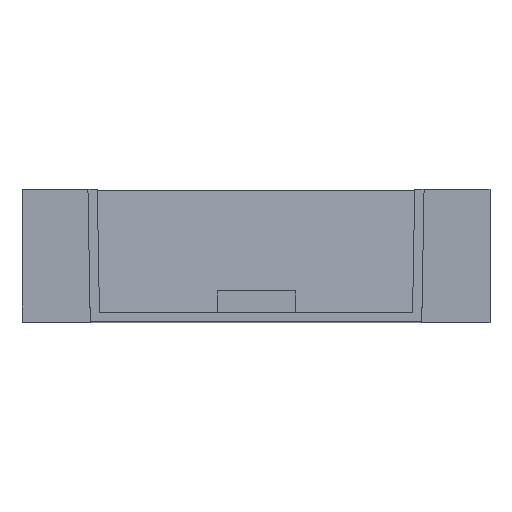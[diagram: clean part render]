
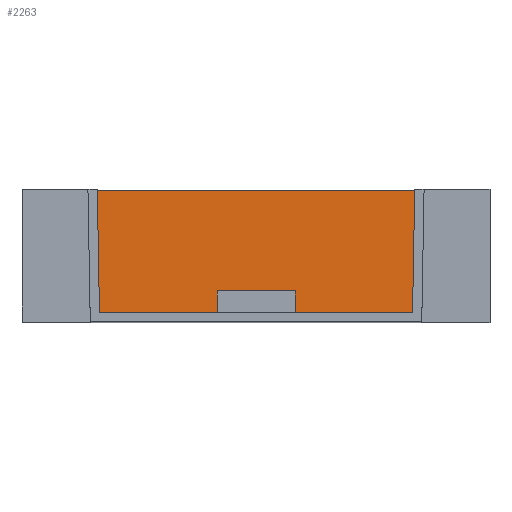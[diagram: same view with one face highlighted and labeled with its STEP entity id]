
A CAD part, top view. The second image highlights one B-rep face of the part: STEP entity #2263.
In plain terms, the highlighted planar face has unit normal (0, 0.018, 1).
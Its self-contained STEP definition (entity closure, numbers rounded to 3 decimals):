
#153 = DIRECTION ( 'NONE',  ( 0., -1., 0.017 ) ) ;
#752 = CARTESIAN_POINT ( 'NONE',  ( -30., 17.016, -24.722 ) ) ;
#1091 = VECTOR ( 'NONE', #8782, 1000. ) ;
#1244 = CARTESIAN_POINT ( 'NONE',  ( -30., 1.2, -24.446 ) ) ;
#1301 = VECTOR ( 'NONE', #9036, 1000. ) ;
#1583 = CARTESIAN_POINT ( 'NONE',  ( -30., 17., -24.722 ) ) ;
#2263 = ADVANCED_FACE ( 'NONE', ( #9222 ), #2403, .F. ) ;
#2403 = PLANE ( 'NONE',  #5551 ) ;
#2489 = VECTOR ( 'NONE', #10936, 1000. ) ;
#2742 = LINE ( 'NONE', #752, #2489 ) ;
#3466 = EDGE_LOOP ( 'NONE', ( #4121, #10882, #4667, #7160 ) ) ;
#3537 = LINE ( 'NONE', #3988, #1301 ) ;
#3959 = LINE ( 'NONE', #5320, #5942 ) ;
#3988 = CARTESIAN_POINT ( 'NONE',  ( -30., 17., -24.722 ) ) ;
#4121 = ORIENTED_EDGE ( 'NONE', *, *, #9132, .T. ) ;
#4138 = CARTESIAN_POINT ( 'NONE',  ( -30., 0.021, -24.425 ) ) ;
#4667 = ORIENTED_EDGE ( 'NONE', *, *, #9282, .F. ) ;
#5071 = VERTEX_POINT ( 'NONE', #10660 ) ;
#5320 = CARTESIAN_POINT ( 'NONE',  ( 30., 0.021, -24.425 ) ) ;
#5551 = AXIS2_PLACEMENT_3D ( 'NONE', #4138, #10918, #5869 ) ;
#5869 = DIRECTION ( 'NONE',  ( 0., 1., -0.017 ) ) ;
#5942 = VECTOR ( 'NONE', #153, 1000. ) ;
#5956 = EDGE_CURVE ( 'NONE', #6498, #10232, #10093, .T. ) ;
#6498 = VERTEX_POINT ( 'NONE', #9331 ) ;
#7160 = ORIENTED_EDGE ( 'NONE', *, *, #9021, .T. ) ;
#8782 = DIRECTION ( 'NONE',  ( -1., 0., 0. ) ) ;
#9021 = EDGE_CURVE ( 'NONE', #5071, #10642, #3537, .T. ) ;
#9036 = DIRECTION ( 'NONE',  ( -1., 0., 0. ) ) ;
#9132 = EDGE_CURVE ( 'NONE', #10642, #10232, #2742, .T. ) ;
#9222 = FACE_OUTER_BOUND ( 'NONE', #3466, .T. ) ;
#9282 = EDGE_CURVE ( 'NONE', #5071, #6498, #3959, .T. ) ;
#9327 = CARTESIAN_POINT ( 'NONE',  ( -30., 1.2, -24.446 ) ) ;
#9331 = CARTESIAN_POINT ( 'NONE',  ( 30., 1.2, -24.446 ) ) ;
#10093 = LINE ( 'NONE', #1244, #1091 ) ;
#10232 = VERTEX_POINT ( 'NONE', #9327 ) ;
#10642 = VERTEX_POINT ( 'NONE', #1583 ) ;
#10660 = CARTESIAN_POINT ( 'NONE',  ( 30., 17., -24.722 ) ) ;
#10882 = ORIENTED_EDGE ( 'NONE', *, *, #5956, .F. ) ;
#10918 = DIRECTION ( 'NONE',  ( 0., -0.017, -1. ) ) ;
#10936 = DIRECTION ( 'NONE',  ( 0., -1., 0.017 ) ) ;
